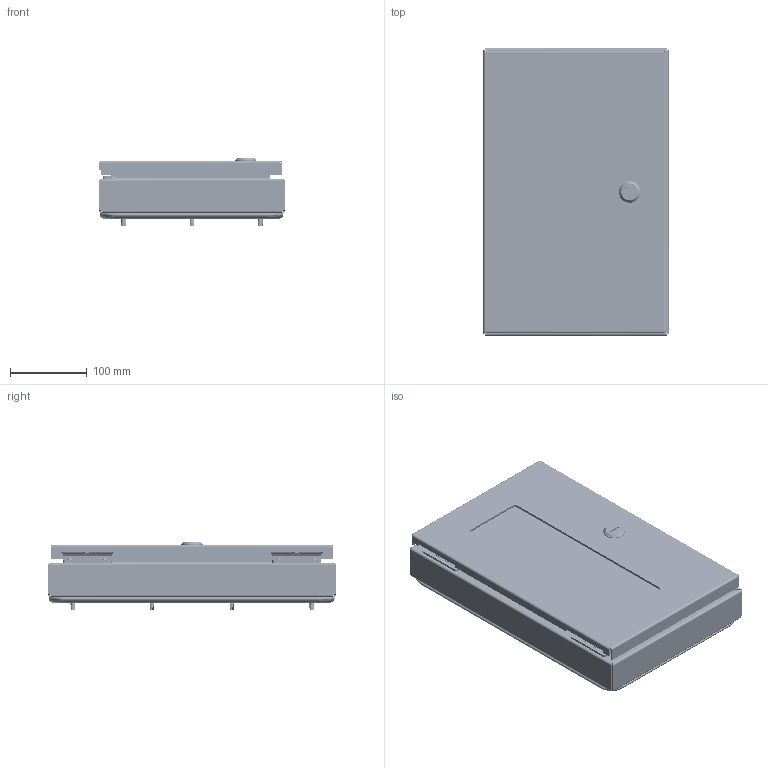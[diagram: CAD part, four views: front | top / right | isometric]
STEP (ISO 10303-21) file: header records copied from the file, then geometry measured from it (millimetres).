
FILE_DESCRIPTION (( 'STEP AP214' ), '1' );
FILE_NAME ('WADW150902SS.STEP', '2018-06-14T18:00:29', ( '' ), ( '' ), 'SwSTEP 2.0', 'SolidWorks 2017', '' );
FILE_SCHEMA (( 'AUTOMOTIVE_DESIGN' ));
Length unit declared in the file: inch
Products named in the file (1): WADW150902SS
Bounding box: 241.3 x 374.65 x 88.92 mm (x, y, z)
Volume: 952090 mm3; surface area: 712346 mm2
Topology: 63 solids, 63 shells, 2144 faces, 5088 edges, 3106 vertices
Faces by surface type: cylinder 778, plane 739, cone 341, bspline 200, torus 82, sphere 4
Full cylindrical faces by diameter (mm): 2.362 x4, 3.175 x2, 3.317 x68, 3.861 x4, 3.962 x12, 4.166 x68, 4.25 x4, 4.366 x4, 4.572 x4, 4.775 x4, 4.826 x10, 5 x1, 6 x1, 6.325 x10, 6.35 x148, 6.502 x4, 7.137 x10, 7.937 x6, 7.938 x4, 8.118 x10, 8.128 x4, 9.144 x4, 9.9 x1, 10 x2, 10.2 x1, 11.05 x1, 12.8 x1, 13.5 x1, 15.2 x1, 15.8 x1
Entity records: 96526 total; most frequent: CARTESIAN_POINT 54922, DIRECTION 8115, ORIENTED_EDGE 7882, EDGE_CURVE 3941, AXIS2_PLACEMENT_3D 3196, EDGE_LOOP 2757, VERTEX_POINT 2652, FACE_OUTER_BOUND 2340
